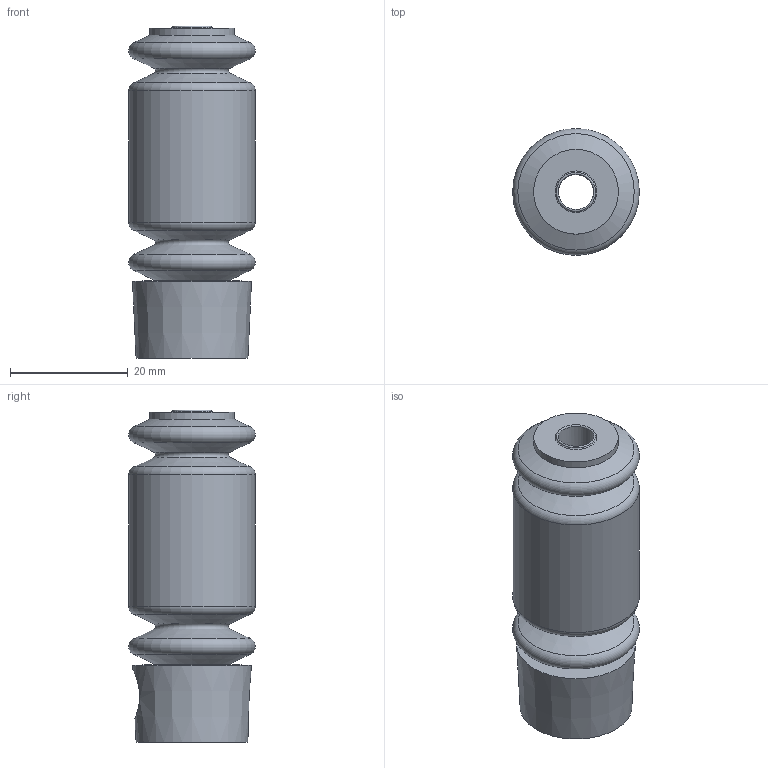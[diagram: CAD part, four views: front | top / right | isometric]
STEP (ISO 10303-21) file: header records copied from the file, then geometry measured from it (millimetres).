
FILE_DESCRIPTION(/* description */ ('STEP AP214'),/* implementation_level */ '2;1');
FILE_NAME(/* name */ '553399_DADB-S1-16-S10-50',/* time_stamp */ '2024-08-12T14:45:09+02:00',/* author */ ('License CC BY-ND 4.0'),/* organization */ ('CADENAS'),/* preprocessor_version */ 'ST-DEVELOPER v19.3',/* originating_system */ 'PARTsolutions',/* authorisation */ ' ');
FILE_SCHEMA (('AUTOMOTIVE_DESIGN {1 0 10303 214 3 1 1}'));
Length unit declared in the file: millimetre
Products named in the file (1): 553399 DADB-S1-16-S10-50---(42.10)
Bounding box: 21.5 x 21.5 x 56.37 mm (x, y, z)
Volume: 14932.8 mm3; surface area: 6090.5 mm2
Topology: 1 solids, 1 shells, 29 faces, 55 edges, 31 vertices
Faces by surface type: cone 10, torus 8, cylinder 6, plane 5
Full cylindrical faces by diameter (mm): 4.134 x1, 6 x1, 8.5 x1, 14.376 x1, 14.4 x1, 21.5 x1
Entity records: 662 total; most frequent: CARTESIAN_POINT 126, DIRECTION 116, ORIENTED_EDGE 60, EDGE_LOOP 60, FACE_BOUND 60, AXIS2_PLACEMENT_3D 58, EDGE_CURVE 30, VERTEX_POINT 30
